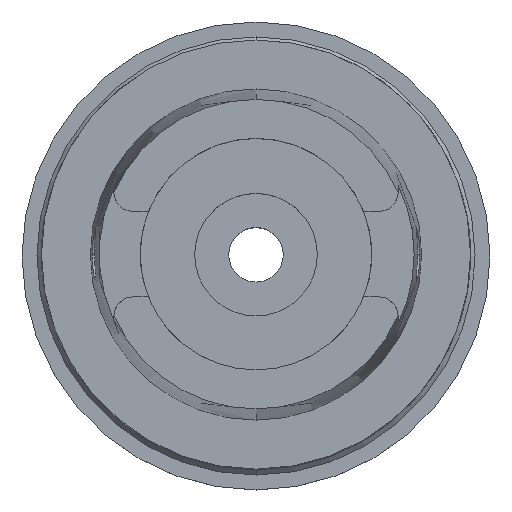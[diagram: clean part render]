
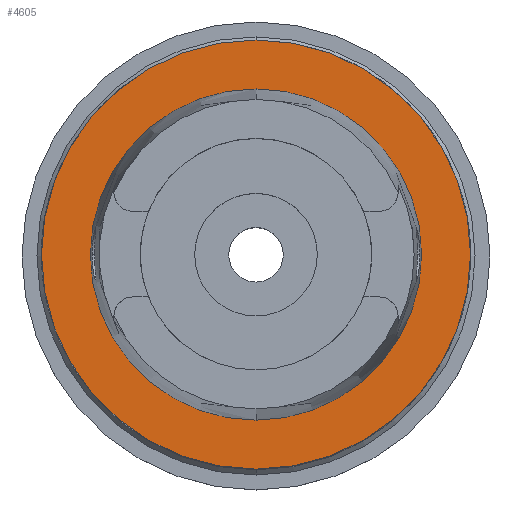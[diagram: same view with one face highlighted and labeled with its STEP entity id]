
A CAD part, top view. The second image highlights one B-rep face of the part: STEP entity #4605.
In plain terms, the highlighted planar face has unit normal (0, 0, 1).
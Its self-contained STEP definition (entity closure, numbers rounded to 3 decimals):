
#471=CARTESIAN_POINT('',(0.,0.,0.));
#472=DIRECTION('',(0.,0.,-1.));
#473=DIRECTION('',(0.,-1.,0.));
#474=AXIS2_PLACEMENT_3D('',#471,#472,#473);
#479=CARTESIAN_POINT('',(0.,0.,0.));
#480=DIRECTION('',(0.,0.,-1.));
#481=DIRECTION('',(0.,1.,0.));
#482=AXIS2_PLACEMENT_3D('',#479,#480,#481);
#487=CARTESIAN_POINT('',(0.,0.,0.));
#488=DIRECTION('',(0.,0.,1.));
#489=DIRECTION('',(0.,-1.,0.));
#490=AXIS2_PLACEMENT_3D('',#487,#488,#489);
#495=CARTESIAN_POINT('',(0.,0.,0.));
#496=DIRECTION('',(0.,0.,1.));
#497=DIRECTION('',(0.,1.,0.));
#498=AXIS2_PLACEMENT_3D('',#495,#496,#497);
#3819=CARTESIAN_POINT('',(0.,-24.315,0.));
#3820=VERTEX_POINT('',#3819);
#3821=CARTESIAN_POINT('',(0.,24.315,0.));
#3822=VERTEX_POINT('',#3821);
#3830=CARTESIAN_POINT('',(0.,-31.5,0.));
#3831=CARTESIAN_POINT('',(0.,31.5,0.));
#3832=VERTEX_POINT('',#3830);
#3833=VERTEX_POINT('',#3831);
#4590=CARTESIAN_POINT('',(0.,0.,0.));
#4591=DIRECTION('',(0.,0.,-1.));
#4592=DIRECTION('',(0.,-1.,0.));
#4593=AXIS2_PLACEMENT_3D('',#4590,#4591,#4592);
#4594=PLANE('',#4593);
#4596=ORIENTED_EDGE('',*,*,#4595,.T.);
#4598=ORIENTED_EDGE('',*,*,#4597,.T.);
#4599=EDGE_LOOP('',(#4596,#4598));
#4600=FACE_OUTER_BOUND('',#4599,.F.);
#4601=ORIENTED_EDGE('',*,*,#4548,.T.);
#4602=ORIENTED_EDGE('',*,*,#4507,.T.);
#4603=EDGE_LOOP('',(#4601,#4602));
#4604=FACE_BOUND('',#4603,.F.);
#475=CIRCLE('',#474,31.5);
#483=CIRCLE('',#482,31.5);
#491=CIRCLE('',#490,24.315);
#499=CIRCLE('',#498,24.315);
#4507=EDGE_CURVE('',#3822,#3820,#499,.T.);
#4548=EDGE_CURVE('',#3820,#3822,#491,.T.);
#4595=EDGE_CURVE('',#3832,#3833,#475,.T.);
#4597=EDGE_CURVE('',#3833,#3832,#483,.T.);
#4605=ADVANCED_FACE('',(#4600,#4604),#4594,.F.);
